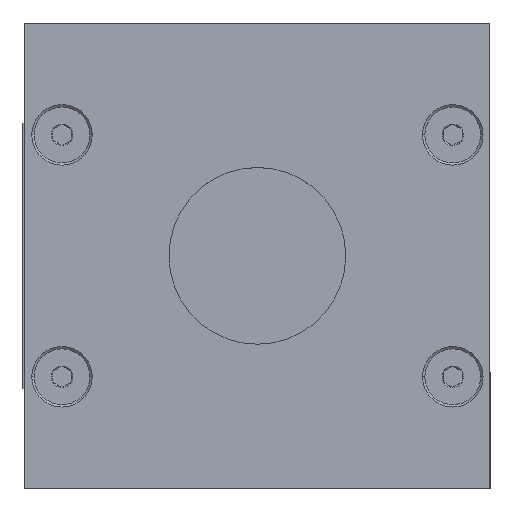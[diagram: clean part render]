
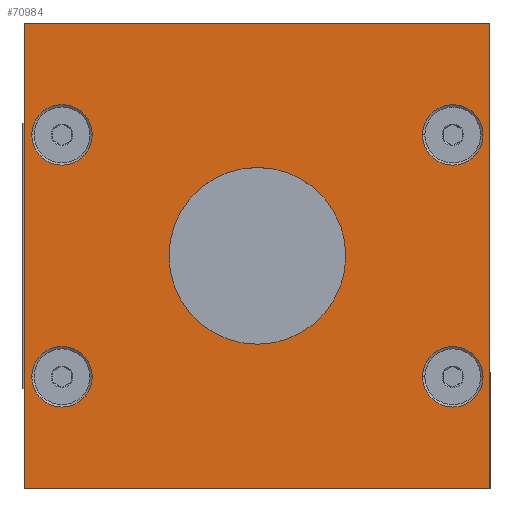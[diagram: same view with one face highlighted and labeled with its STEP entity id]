
A CAD part, top view. The second image highlights one B-rep face of the part: STEP entity #70984.
In plain terms, the highlighted planar face has unit normal (0, 0, 1).
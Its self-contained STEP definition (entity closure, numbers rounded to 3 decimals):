
#94 = DIRECTION ( 'NONE',  ( 1., 0., 0. ) ) ;
#451 = EDGE_LOOP ( 'NONE', ( #10852, #52843 ) ) ;
#553 = EDGE_CURVE ( 'NONE', #37220, #26681, #31748, .T. ) ;
#1562 = ORIENTED_EDGE ( 'NONE', *, *, #37713, .T. ) ;
#1960 = CARTESIAN_POINT ( 'NONE',  ( -10.229, -0.273, 60.6 ) ) ;
#2467 = CIRCLE ( 'NONE', #47442, 3.25 ) ;
#2720 = EDGE_CURVE ( 'NONE', #36004, #10163, #30339, .T. ) ;
#3037 = ORIENTED_EDGE ( 'NONE', *, *, #53047, .F. ) ;
#3887 = CIRCLE ( 'NONE', #6097, 3.25 ) ;
#5790 = VECTOR ( 'NONE', #15809, 1000. ) ;
#6020 = CARTESIAN_POINT ( 'NONE',  ( -14.229, -12.273, 60.6 ) ) ;
#6097 = AXIS2_PLACEMENT_3D ( 'NONE', #66017, #30040, #54852 ) ;
#7685 = CARTESIAN_POINT ( 'NONE',  ( -14.229, -12.273, 60.6 ) ) ;
#8469 = LINE ( 'NONE', #7685, #74048 ) ;
#8796 = DIRECTION ( 'NONE',  ( 0., -1., 0. ) ) ;
#8893 = CARTESIAN_POINT ( 'NONE',  ( 35.021, -0.273, 60.6 ) ) ;
#9407 = ORIENTED_EDGE ( 'NONE', *, *, #39750, .F. ) ;
#9895 = DIRECTION ( 'NONE',  ( 0., 0., 1. ) ) ;
#10163 = VERTEX_POINT ( 'NONE', #27076 ) ;
#10818 = EDGE_LOOP ( 'NONE', ( #66121, #3037 ) ) ;
#10852 = ORIENTED_EDGE ( 'NONE', *, *, #42735, .F. ) ;
#11676 = CIRCLE ( 'NONE', #14477, 3.25 ) ;
#12089 = EDGE_CURVE ( 'NONE', #15253, #50834, #13665, .T. ) ;
#12349 = EDGE_LOOP ( 'NONE', ( #30768, #40416 ) ) ;
#12651 = VERTEX_POINT ( 'NONE', #37679 ) ;
#13402 = EDGE_CURVE ( 'NONE', #43140, #25339, #3887, .T. ) ;
#13543 = CARTESIAN_POINT ( 'NONE',  ( -10.229, -0.273, 60.6 ) ) ;
#13665 = CIRCLE ( 'NONE', #76187, 3.25 ) ;
#13848 = DIRECTION ( 'NONE',  ( 1., 0., 0. ) ) ;
#13968 = VECTOR ( 'NONE', #34105, 1000. ) ;
#14477 = AXIS2_PLACEMENT_3D ( 'NONE', #13543, #73184, #67504 ) ;
#15253 = VERTEX_POINT ( 'NONE', #74398 ) ;
#15809 = DIRECTION ( 'NONE',  ( -1., 0., 0. ) ) ;
#16346 = CARTESIAN_POINT ( 'NONE',  ( -6.979, -0.273, 60.6 ) ) ;
#16999 = FACE_BOUND ( 'NONE', #451, .T. ) ;
#17128 = EDGE_CURVE ( 'NONE', #26681, #37220, #39957, .T. ) ;
#17498 = VERTEX_POINT ( 'NONE', #72880 ) ;
#17649 = LINE ( 'NONE', #40069, #13968 ) ;
#18630 = DIRECTION ( 'NONE',  ( 1., 0., 0. ) ) ;
#18690 = CARTESIAN_POINT ( 'NONE',  ( -13.479, 25.727, 60.6 ) ) ;
#18976 = CARTESIAN_POINT ( 'NONE',  ( -14.229, 37.727, 60.6 ) ) ;
#19239 = EDGE_CURVE ( 'NONE', #50834, #15253, #11676, .T. ) ;
#19707 = EDGE_LOOP ( 'NONE', ( #31573, #68402, #55027, #1562 ) ) ;
#22434 = EDGE_CURVE ( 'NONE', #40595, #23121, #17649, .T. ) ;
#23121 = VERTEX_POINT ( 'NONE', #74043 ) ;
#23393 = FACE_BOUND ( 'NONE', #28389, .T. ) ;
#25339 = VERTEX_POINT ( 'NONE', #8893 ) ;
#26681 = VERTEX_POINT ( 'NONE', #52922 ) ;
#27076 = CARTESIAN_POINT ( 'NONE',  ( -14.229, -12.273, 60.6 ) ) ;
#27098 = FACE_BOUND ( 'NONE', #10818, .T. ) ;
#27906 = CARTESIAN_POINT ( 'NONE',  ( 10.771, 12.727, 60.6 ) ) ;
#28184 = AXIS2_PLACEMENT_3D ( 'NONE', #38954, #56817, #73595 ) ;
#28389 = EDGE_LOOP ( 'NONE', ( #35094, #9407 ) ) ;
#28430 = DIRECTION ( 'NONE',  ( 1., 0., 0. ) ) ;
#29455 = CIRCLE ( 'NONE', #38341, 3.25 ) ;
#30040 = DIRECTION ( 'NONE',  ( 0., 0., 1. ) ) ;
#30339 = LINE ( 'NONE', #33000, #64580 ) ;
#30768 = ORIENTED_EDGE ( 'NONE', *, *, #17128, .F. ) ;
#31091 = EDGE_CURVE ( 'NONE', #65318, #17498, #40898, .T. ) ;
#31573 = ORIENTED_EDGE ( 'NONE', *, *, #2720, .T. ) ;
#31748 = CIRCLE ( 'NONE', #61661, 9.5 ) ;
#32658 = FACE_OUTER_BOUND ( 'NONE', #19707, .T. ) ;
#33000 = CARTESIAN_POINT ( 'NONE',  ( -14.229, 37.727, 60.6 ) ) ;
#34105 = DIRECTION ( 'NONE',  ( 0., 1., 0. ) ) ;
#34116 = PLANE ( 'NONE',  #36716 ) ;
#34515 = FACE_BOUND ( 'NONE', #63834, .T. ) ;
#34718 = DIRECTION ( 'NONE',  ( 1., 0., 0. ) ) ;
#35094 = ORIENTED_EDGE ( 'NONE', *, *, #42170, .F. ) ;
#35248 = DIRECTION ( 'NONE',  ( 0., 0., 1. ) ) ;
#36004 = VERTEX_POINT ( 'NONE', #18976 ) ;
#36716 = AXIS2_PLACEMENT_3D ( 'NONE', #6020, #75966, #28430 ) ;
#37220 = VERTEX_POINT ( 'NONE', #70500 ) ;
#37679 = CARTESIAN_POINT ( 'NONE',  ( -6.979, 25.727, 60.6 ) ) ;
#37713 = EDGE_CURVE ( 'NONE', #23121, #36004, #72327, .T. ) ;
#38341 = AXIS2_PLACEMENT_3D ( 'NONE', #75817, #40421, #34718 ) ;
#38954 = CARTESIAN_POINT ( 'NONE',  ( -10.229, 25.727, 60.6 ) ) ;
#39750 = EDGE_CURVE ( 'NONE', #54681, #12651, #2467, .T. ) ;
#39957 = CIRCLE ( 'NONE', #67297, 9.5 ) ;
#40069 = CARTESIAN_POINT ( 'NONE',  ( 35.771, 37.727, 60.6 ) ) ;
#40416 = ORIENTED_EDGE ( 'NONE', *, *, #553, .F. ) ;
#40421 = DIRECTION ( 'NONE',  ( 0., 0., 1. ) ) ;
#40595 = VERTEX_POINT ( 'NONE', #62103 ) ;
#40898 = CIRCLE ( 'NONE', #76319, 3.25 ) ;
#42170 = EDGE_CURVE ( 'NONE', #12651, #54681, #48326, .T. ) ;
#42735 = EDGE_CURVE ( 'NONE', #25339, #43140, #70508, .T. ) ;
#43140 = VERTEX_POINT ( 'NONE', #57379 ) ;
#43254 = DIRECTION ( 'NONE',  ( 0., 0., 1. ) ) ;
#45826 = CARTESIAN_POINT ( 'NONE',  ( 31.771, -0.273, 60.6 ) ) ;
#47442 = AXIS2_PLACEMENT_3D ( 'NONE', #71120, #76504, #94 ) ;
#47664 = AXIS2_PLACEMENT_3D ( 'NONE', #45826, #9895, #51290 ) ;
#47667 = CARTESIAN_POINT ( 'NONE',  ( 31.771, 25.727, 60.6 ) ) ;
#48326 = CIRCLE ( 'NONE', #28184, 3.25 ) ;
#50834 = VERTEX_POINT ( 'NONE', #16346 ) ;
#51290 = DIRECTION ( 'NONE',  ( 1., 0., 0. ) ) ;
#52277 = CARTESIAN_POINT ( 'NONE',  ( 35.021, 25.727, 60.6 ) ) ;
#52843 = ORIENTED_EDGE ( 'NONE', *, *, #13402, .F. ) ;
#52922 = CARTESIAN_POINT ( 'NONE',  ( 20.271, 12.727, 60.6 ) ) ;
#53047 = EDGE_CURVE ( 'NONE', #17498, #65318, #29455, .T. ) ;
#54681 = VERTEX_POINT ( 'NONE', #18690 ) ;
#54852 = DIRECTION ( 'NONE',  ( 1., 0., 0. ) ) ;
#55027 = ORIENTED_EDGE ( 'NONE', *, *, #22434, .T. ) ;
#56817 = DIRECTION ( 'NONE',  ( 0., 0., 1. ) ) ;
#57379 = CARTESIAN_POINT ( 'NONE',  ( 28.521, -0.273, 60.6 ) ) ;
#61661 = AXIS2_PLACEMENT_3D ( 'NONE', #27906, #69281, #68777 ) ;
#61926 = DIRECTION ( 'NONE',  ( 1., 0., 0. ) ) ;
#62103 = CARTESIAN_POINT ( 'NONE',  ( 35.771, -12.273, 60.6 ) ) ;
#62782 = ORIENTED_EDGE ( 'NONE', *, *, #12089, .F. ) ;
#63834 = EDGE_LOOP ( 'NONE', ( #68461, #62782 ) ) ;
#64580 = VECTOR ( 'NONE', #8796, 1000. ) ;
#65318 = VERTEX_POINT ( 'NONE', #52277 ) ;
#65527 = CARTESIAN_POINT ( 'NONE',  ( 10.771, 12.727, 60.6 ) ) ;
#65960 = DIRECTION ( 'NONE',  ( 0., 0., 1. ) ) ;
#66017 = CARTESIAN_POINT ( 'NONE',  ( 31.771, -0.273, 60.6 ) ) ;
#66038 = FACE_BOUND ( 'NONE', #12349, .T. ) ;
#66121 = ORIENTED_EDGE ( 'NONE', *, *, #31091, .F. ) ;
#67297 = AXIS2_PLACEMENT_3D ( 'NONE', #65527, #35248, #76585 ) ;
#67504 = DIRECTION ( 'NONE',  ( 1., 0., 0. ) ) ;
#68402 = ORIENTED_EDGE ( 'NONE', *, *, #71816, .T. ) ;
#68461 = ORIENTED_EDGE ( 'NONE', *, *, #19239, .F. ) ;
#68777 = DIRECTION ( 'NONE',  ( 1., 0., 0. ) ) ;
#69281 = DIRECTION ( 'NONE',  ( 0., 0., 1. ) ) ;
#70500 = CARTESIAN_POINT ( 'NONE',  ( 1.271, 12.727, 60.6 ) ) ;
#70508 = CIRCLE ( 'NONE', #47664, 3.25 ) ;
#70984 = ADVANCED_FACE ( 'NONE', ( #66038, #23393, #27098, #16999, #34515, #32658 ), #34116, .T. ) ;
#71120 = CARTESIAN_POINT ( 'NONE',  ( -10.229, 25.727, 60.6 ) ) ;
#71816 = EDGE_CURVE ( 'NONE', #10163, #40595, #8469, .T. ) ;
#72327 = LINE ( 'NONE', #75676, #5790 ) ;
#72880 = CARTESIAN_POINT ( 'NONE',  ( 28.521, 25.727, 60.6 ) ) ;
#73184 = DIRECTION ( 'NONE',  ( 0., 0., 1. ) ) ;
#73595 = DIRECTION ( 'NONE',  ( 1., 0., 0. ) ) ;
#74043 = CARTESIAN_POINT ( 'NONE',  ( 35.771, 37.727, 60.6 ) ) ;
#74048 = VECTOR ( 'NONE', #61926, 1000. ) ;
#74398 = CARTESIAN_POINT ( 'NONE',  ( -13.479, -0.273, 60.6 ) ) ;
#75676 = CARTESIAN_POINT ( 'NONE',  ( -14.229, 37.727, 60.6 ) ) ;
#75817 = CARTESIAN_POINT ( 'NONE',  ( 31.771, 25.727, 60.6 ) ) ;
#75966 = DIRECTION ( 'NONE',  ( 0., 0., 1. ) ) ;
#76187 = AXIS2_PLACEMENT_3D ( 'NONE', #1960, #43254, #13848 ) ;
#76319 = AXIS2_PLACEMENT_3D ( 'NONE', #47667, #65960, #18630 ) ;
#76504 = DIRECTION ( 'NONE',  ( 0., 0., 1. ) ) ;
#76585 = DIRECTION ( 'NONE',  ( 1., 0., 0. ) ) ;
